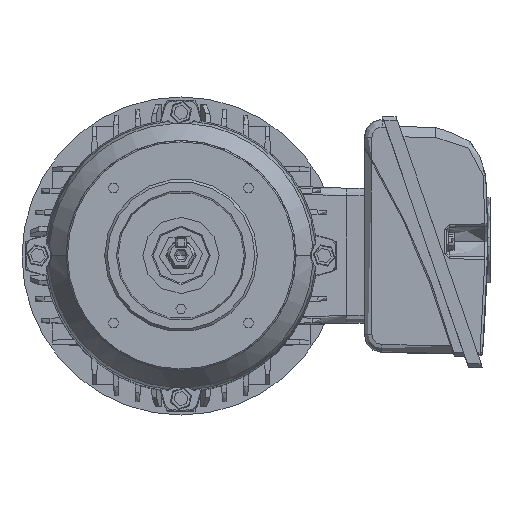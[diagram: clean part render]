
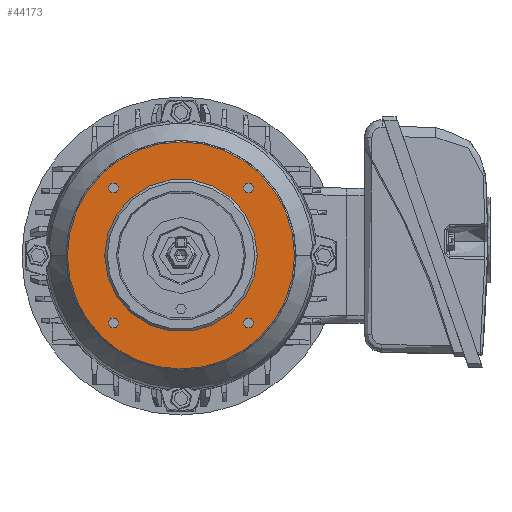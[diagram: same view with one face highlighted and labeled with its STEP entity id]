
A CAD part, top view. The second image highlights one B-rep face of the part: STEP entity #44173.
In plain terms, the highlighted face is planar.
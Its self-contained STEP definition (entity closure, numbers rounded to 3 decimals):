
#549 = FACE_BOUND ( 'NONE', #31523, .T. ) ;
#628 = ORIENTED_EDGE ( 'NONE', *, *, #42324, .T. ) ;
#890 = EDGE_LOOP ( 'NONE', ( #45057, #13886 ) ) ;
#1808 = CIRCLE ( 'NONE', #32246, 2.1 ) ;
#1824 = CARTESIAN_POINT ( 'NONE',  ( 28.617, -26.517, -23.5 ) ) ;
#3012 = CARTESIAN_POINT ( 'NONE',  ( -28.617, -26.517, -23.5 ) ) ;
#3870 = CARTESIAN_POINT ( 'NONE',  ( -26.517, -26.517, -23.5 ) ) ;
#4254 = CARTESIAN_POINT ( 'NONE',  ( 44.622, 0., -23.5 ) ) ;
#4361 = EDGE_CURVE ( 'NONE', #23688, #28979, #7868, .T. ) ;
#4544 = DIRECTION ( 'NONE',  ( 1., 0., 0. ) ) ;
#4649 = DIRECTION ( 'NONE',  ( -1., 0., 0. ) ) ;
#4748 = ORIENTED_EDGE ( 'NONE', *, *, #13846, .F. ) ;
#4964 = CIRCLE ( 'NONE', #8298, 2.1 ) ;
#5197 = CARTESIAN_POINT ( 'NONE',  ( -26.517, 26.517, -23.5 ) ) ;
#5204 = CIRCLE ( 'NONE', #36456, 2.1 ) ;
#5484 = CARTESIAN_POINT ( 'NONE',  ( 30., 0., -23.5 ) ) ;
#5771 = DIRECTION ( 'NONE',  ( 0., 0., -1. ) ) ;
#6015 = VERTEX_POINT ( 'NONE', #15247 ) ;
#6524 = DIRECTION ( 'NONE',  ( -1., 0., 0. ) ) ;
#7313 = EDGE_CURVE ( 'NONE', #19469, #46300, #24966, .T. ) ;
#7651 = AXIS2_PLACEMENT_3D ( 'NONE', #25301, #37582, #32807 ) ;
#7841 = DIRECTION ( 'NONE',  ( 0., 0., -1. ) ) ;
#7868 = CIRCLE ( 'NONE', #10619, 30. ) ;
#7979 = DIRECTION ( 'NONE',  ( -1., 0., 0. ) ) ;
#8131 = CARTESIAN_POINT ( 'NONE',  ( -30., 0., -23.5 ) ) ;
#8298 = AXIS2_PLACEMENT_3D ( 'NONE', #3870, #32468, #7979 ) ;
#9479 = EDGE_CURVE ( 'NONE', #16058, #46381, #13259, .T. ) ;
#9614 = VERTEX_POINT ( 'NONE', #34905 ) ;
#10619 = AXIS2_PLACEMENT_3D ( 'NONE', #45219, #24918, #4544 ) ;
#11419 = ORIENTED_EDGE ( 'NONE', *, *, #47414, .F. ) ;
#13259 = CIRCLE ( 'NONE', #28644, 44.622 ) ;
#13467 = CARTESIAN_POINT ( 'NONE',  ( 0., 0., -23.5 ) ) ;
#13495 = DIRECTION ( 'NONE',  ( 0., 0., 1. ) ) ;
#13846 = EDGE_CURVE ( 'NONE', #28686, #15159, #4964, .T. ) ;
#13886 = ORIENTED_EDGE ( 'NONE', *, *, #4361, .T. ) ;
#15015 = CARTESIAN_POINT ( 'NONE',  ( 26.517, -26.517, -23.5 ) ) ;
#15159 = VERTEX_POINT ( 'NONE', #3012 ) ;
#15247 = CARTESIAN_POINT ( 'NONE',  ( -24.417, 26.517, -23.5 ) ) ;
#15281 = DIRECTION ( 'NONE',  ( 0., 0., -1. ) ) ;
#16058 = VERTEX_POINT ( 'NONE', #22025 ) ;
#17073 = CIRCLE ( 'NONE', #31602, 30. ) ;
#17089 = CARTESIAN_POINT ( 'NONE',  ( 0., 0., -23.5 ) ) ;
#17341 = AXIS2_PLACEMENT_3D ( 'NONE', #48489, #7841, #19839 ) ;
#17597 = DIRECTION ( 'NONE',  ( -1., 0., 0. ) ) ;
#17704 = EDGE_CURVE ( 'NONE', #36302, #25540, #5204, .T. ) ;
#17752 = ORIENTED_EDGE ( 'NONE', *, *, #9479, .T. ) ;
#18444 = EDGE_LOOP ( 'NONE', ( #45273, #19608 ) ) ;
#18554 = CARTESIAN_POINT ( 'NONE',  ( -26.517, 26.517, -23.5 ) ) ;
#18772 = EDGE_CURVE ( 'NONE', #15159, #28686, #37141, .T. ) ;
#19043 = DIRECTION ( 'NONE',  ( 0., 0., -1. ) ) ;
#19469 = VERTEX_POINT ( 'NONE', #1824 ) ;
#19608 = ORIENTED_EDGE ( 'NONE', *, *, #17704, .F. ) ;
#19839 = DIRECTION ( 'NONE',  ( -1., 0., 0. ) ) ;
#20477 = CARTESIAN_POINT ( 'NONE',  ( 24.417, 26.517, -23.5 ) ) ;
#22025 = CARTESIAN_POINT ( 'NONE',  ( -44.622, 0., -23.5 ) ) ;
#22410 = CIRCLE ( 'NONE', #17341, 44.622 ) ;
#22662 = ORIENTED_EDGE ( 'NONE', *, *, #33276, .F. ) ;
#22716 = CIRCLE ( 'NONE', #29578, 2.1 ) ;
#23457 = CIRCLE ( 'NONE', #33487, 2.1 ) ;
#23633 = AXIS2_PLACEMENT_3D ( 'NONE', #29130, #32880, #4649 ) ;
#23688 = VERTEX_POINT ( 'NONE', #8131 ) ;
#24918 = DIRECTION ( 'NONE',  ( 0., 0., 1. ) ) ;
#24966 = CIRCLE ( 'NONE', #7651, 2.1 ) ;
#25301 = CARTESIAN_POINT ( 'NONE',  ( 26.517, -26.517, -23.5 ) ) ;
#25347 = ORIENTED_EDGE ( 'NONE', *, *, #18772, .F. ) ;
#25540 = VERTEX_POINT ( 'NONE', #20477 ) ;
#26102 = FACE_OUTER_BOUND ( 'NONE', #42412, .T. ) ;
#26585 = EDGE_LOOP ( 'NONE', ( #11419, #28396 ) ) ;
#26934 = AXIS2_PLACEMENT_3D ( 'NONE', #28502, #36519, #40974 ) ;
#27995 = FACE_BOUND ( 'NONE', #890, .T. ) ;
#28076 = CARTESIAN_POINT ( 'NONE',  ( 28.617, 26.517, -23.5 ) ) ;
#28396 = ORIENTED_EDGE ( 'NONE', *, *, #7313, .F. ) ;
#28502 = CARTESIAN_POINT ( 'NONE',  ( -26.517, -26.517, -23.5 ) ) ;
#28644 = AXIS2_PLACEMENT_3D ( 'NONE', #13467, #5771, #17597 ) ;
#28686 = VERTEX_POINT ( 'NONE', #35170 ) ;
#28767 = PLANE ( 'NONE',  #23633 ) ;
#28979 = VERTEX_POINT ( 'NONE', #5484 ) ;
#29130 = CARTESIAN_POINT ( 'NONE',  ( 0., 30., -23.5 ) ) ;
#29578 = AXIS2_PLACEMENT_3D ( 'NONE', #15015, #39829, #47474 ) ;
#29696 = DIRECTION ( 'NONE',  ( -1., 0., 0. ) ) ;
#29818 = ORIENTED_EDGE ( 'NONE', *, *, #48742, .F. ) ;
#30819 = DIRECTION ( 'NONE',  ( -1., 0., 0. ) ) ;
#31523 = EDGE_LOOP ( 'NONE', ( #22662, #29818 ) ) ;
#31602 = AXIS2_PLACEMENT_3D ( 'NONE', #17089, #13495, #45443 ) ;
#32246 = AXIS2_PLACEMENT_3D ( 'NONE', #51241, #19043, #30819 ) ;
#32468 = DIRECTION ( 'NONE',  ( 0., 0., -1. ) ) ;
#32807 = DIRECTION ( 'NONE',  ( -1., 0., 0. ) ) ;
#32880 = DIRECTION ( 'NONE',  ( 0., 0., -1. ) ) ;
#33276 = EDGE_CURVE ( 'NONE', #9614, #6015, #23457, .T. ) ;
#33487 = AXIS2_PLACEMENT_3D ( 'NONE', #5197, #33806, #29696 ) ;
#33806 = DIRECTION ( 'NONE',  ( 0., 0., -1. ) ) ;
#33830 = EDGE_LOOP ( 'NONE', ( #25347, #4748 ) ) ;
#34905 = CARTESIAN_POINT ( 'NONE',  ( -28.617, 26.517, -23.5 ) ) ;
#34991 = DIRECTION ( 'NONE',  ( -1., 0., 0. ) ) ;
#35002 = FACE_BOUND ( 'NONE', #26585, .T. ) ;
#35170 = CARTESIAN_POINT ( 'NONE',  ( -24.417, -26.517, -23.5 ) ) ;
#35296 = CARTESIAN_POINT ( 'NONE',  ( 26.517, 26.517, -23.5 ) ) ;
#36302 = VERTEX_POINT ( 'NONE', #28076 ) ;
#36456 = AXIS2_PLACEMENT_3D ( 'NONE', #35296, #15281, #6524 ) ;
#36519 = DIRECTION ( 'NONE',  ( 0., 0., -1. ) ) ;
#37141 = CIRCLE ( 'NONE', #26934, 2.1 ) ;
#37582 = DIRECTION ( 'NONE',  ( 0., 0., -1. ) ) ;
#39829 = DIRECTION ( 'NONE',  ( 0., 0., -1. ) ) ;
#40974 = DIRECTION ( 'NONE',  ( -1., 0., 0. ) ) ;
#41410 = FACE_BOUND ( 'NONE', #18444, .T. ) ;
#42324 = EDGE_CURVE ( 'NONE', #46381, #16058, #22410, .T. ) ;
#42412 = EDGE_LOOP ( 'NONE', ( #628, #17752 ) ) ;
#44173 = ADVANCED_FACE ( 'NONE', ( #41410, #549, #47766, #35002, #26102, #27995 ), #28767, .T. ) ;
#45057 = ORIENTED_EDGE ( 'NONE', *, *, #46479, .T. ) ;
#45219 = CARTESIAN_POINT ( 'NONE',  ( 0., 0., -23.5 ) ) ;
#45273 = ORIENTED_EDGE ( 'NONE', *, *, #45729, .F. ) ;
#45443 = DIRECTION ( 'NONE',  ( 1., 0., 0. ) ) ;
#45729 = EDGE_CURVE ( 'NONE', #25540, #36302, #1808, .T. ) ;
#46300 = VERTEX_POINT ( 'NONE', #51112 ) ;
#46381 = VERTEX_POINT ( 'NONE', #4254 ) ;
#46383 = DIRECTION ( 'NONE',  ( 0., 0., -1. ) ) ;
#46479 = EDGE_CURVE ( 'NONE', #28979, #23688, #17073, .T. ) ;
#47414 = EDGE_CURVE ( 'NONE', #46300, #19469, #22716, .T. ) ;
#47474 = DIRECTION ( 'NONE',  ( -1., 0., 0. ) ) ;
#47766 = FACE_BOUND ( 'NONE', #33830, .T. ) ;
#48489 = CARTESIAN_POINT ( 'NONE',  ( 0., 0., -23.5 ) ) ;
#48742 = EDGE_CURVE ( 'NONE', #6015, #9614, #49457, .T. ) ;
#49457 = CIRCLE ( 'NONE', #52454, 2.1 ) ;
#51112 = CARTESIAN_POINT ( 'NONE',  ( 24.417, -26.517, -23.5 ) ) ;
#51241 = CARTESIAN_POINT ( 'NONE',  ( 26.517, 26.517, -23.5 ) ) ;
#52454 = AXIS2_PLACEMENT_3D ( 'NONE', #18554, #46383, #34991 ) ;
